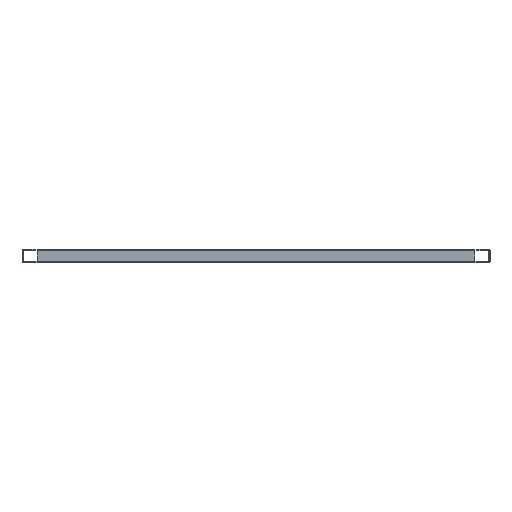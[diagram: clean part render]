
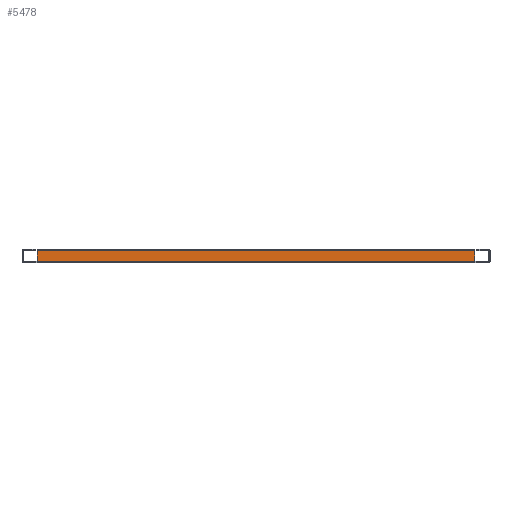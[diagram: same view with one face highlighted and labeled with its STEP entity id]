
A CAD part, left-side view. The second image highlights one B-rep face of the part: STEP entity #5478.
In plain terms, the highlighted planar face has unit normal (-1, 0, 0).
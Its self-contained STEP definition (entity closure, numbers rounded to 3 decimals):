
#520 = CARTESIAN_POINT ( 'NONE',  ( -841.51, -414.5, 22.49 ) ) ;
#573 = CARTESIAN_POINT ( 'NONE',  ( -841.51, -414.5, 2.51 ) ) ;
#766 = CARTESIAN_POINT ( 'NONE',  ( -841.51, 414.5, 2.5 ) ) ;
#770 = PLANE ( 'NONE',  #4744 ) ;
#773 = DIRECTION ( 'NONE',  ( 1., 0., 0. ) ) ;
#774 = DIRECTION ( 'NONE',  ( 0., 0., -1. ) ) ;
#1801 = VERTEX_POINT ( 'NONE', #573 ) ;
#1819 = VERTEX_POINT ( 'NONE', #520 ) ;
#2492 = EDGE_LOOP ( 'NONE', ( #3778, #3752, #3800, #3824 ) ) ;
#3418 = FACE_OUTER_BOUND ( 'NONE', #2492, .T. ) ;
#3461 = CARTESIAN_POINT ( 'NONE',  ( -841.51, 414.5, 2.51 ) ) ;
#3752 = ORIENTED_EDGE ( 'NONE', *, *, #4692, .T. ) ;
#3778 = ORIENTED_EDGE ( 'NONE', *, *, #4689, .T. ) ;
#3800 = ORIENTED_EDGE ( 'NONE', *, *, #4700, .F. ) ;
#3824 = ORIENTED_EDGE ( 'NONE', *, *, #4698, .T. ) ;
#4689 = EDGE_CURVE ( 'NONE', #1819, #6236, #4900, .T. ) ;
#4692 = EDGE_CURVE ( 'NONE', #6236, #5495, #4928, .T. ) ;
#4698 = EDGE_CURVE ( 'NONE', #1801, #1819, #4940, .T. ) ;
#4700 = EDGE_CURVE ( 'NONE', #1801, #5495, #4944, .T. ) ;
#4744 = AXIS2_PLACEMENT_3D ( 'NONE', #766, #773, #774 ) ;
#4900 = LINE ( 'NONE', #5185, #4922 ) ;
#4922 = VECTOR ( 'NONE', #5190, 1000. ) ;
#4928 = LINE ( 'NONE', #5195, #4929 ) ;
#4929 = VECTOR ( 'NONE', #5196, 1000. ) ;
#4940 = LINE ( 'NONE', #5207, #4941 ) ;
#4941 = VECTOR ( 'NONE', #5208, 1000. ) ;
#4944 = LINE ( 'NONE', #5211, #4945 ) ;
#4945 = VECTOR ( 'NONE', #5212, 1000. ) ;
#5185 = CARTESIAN_POINT ( 'NONE',  ( -841.51, -414.5, 22.49 ) ) ;
#5190 = DIRECTION ( 'NONE',  ( 0., 1., 0. ) ) ;
#5195 = CARTESIAN_POINT ( 'NONE',  ( -841.51, 414.5, 2.5 ) ) ;
#5196 = DIRECTION ( 'NONE',  ( 0., 0., -1. ) ) ;
#5207 = CARTESIAN_POINT ( 'NONE',  ( -841.51, -414.5, 2.5 ) ) ;
#5208 = DIRECTION ( 'NONE',  ( 0., 0., 1. ) ) ;
#5211 = CARTESIAN_POINT ( 'NONE',  ( -841.51, 414.5, 2.51 ) ) ;
#5212 = DIRECTION ( 'NONE',  ( 0., 1., 0. ) ) ;
#5478 = ADVANCED_FACE ( 'NONE', ( #3418 ), #770, .F. ) ;
#5495 = VERTEX_POINT ( 'NONE', #3461 ) ;
#5700 = CARTESIAN_POINT ( 'NONE',  ( -841.51, 414.5, 22.49 ) ) ;
#6236 = VERTEX_POINT ( 'NONE', #5700 ) ;
